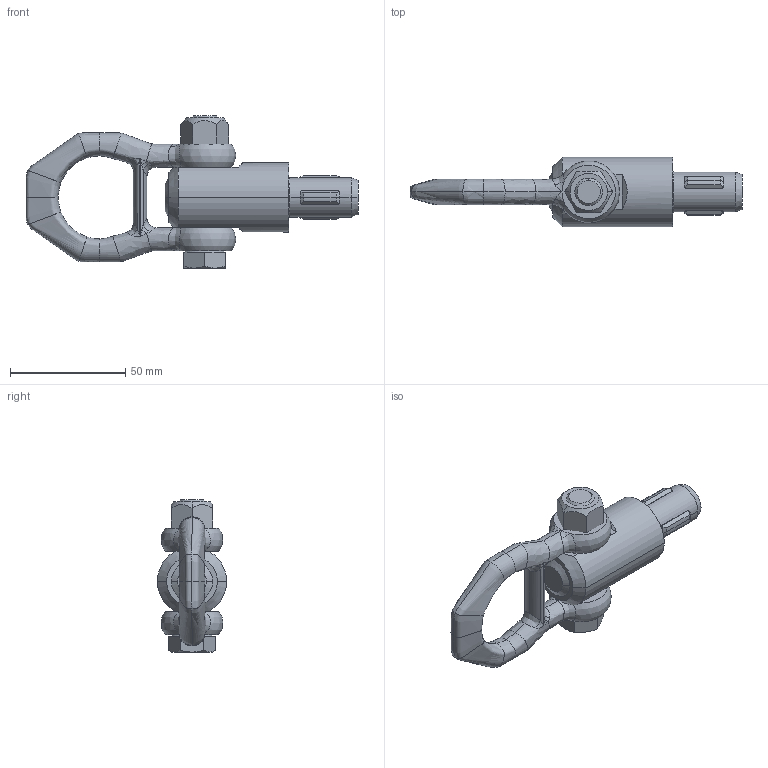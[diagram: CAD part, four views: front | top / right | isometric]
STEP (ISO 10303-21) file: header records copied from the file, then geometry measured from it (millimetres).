
FILE_DESCRIPTION(('STEP AP214'),'1');
FILE_NAME('HALDERN_EH_22352_0020.stp','2021-10-05T09:34:22',('TraceParts'),('TraceParts S.A.'),'Spatial InterOp 3D',' ',' ');
FILE_SCHEMA(('AUTOMOTIVE_DESIGN { 1 0 10303 214 1 1 1 1 }'));
Length unit declared in the file: millimetre
Products named in the file (1): HALDERN_EH_22352_0020_1
Bounding box: 144 x 30 x 66 mm (x, y, z)
Volume: 74885.7 mm3; surface area: 22658.8 mm2
Topology: 4 solids, 4 shells, 216 faces, 639 edges, 431 vertices
Faces by surface type: plane 74, cylinder 56, bspline 50, cone 32, torus 4
Entity records: 21807 total; most frequent: CARTESIAN_POINT 14549, ORIENTED_EDGE 1270, DIRECTION 1041, EDGE_CURVE 635, VERTEX_POINT 431, AXIS2_PLACEMENT_3D 415, EDGE_LOOP 230, CIRCLE 225
